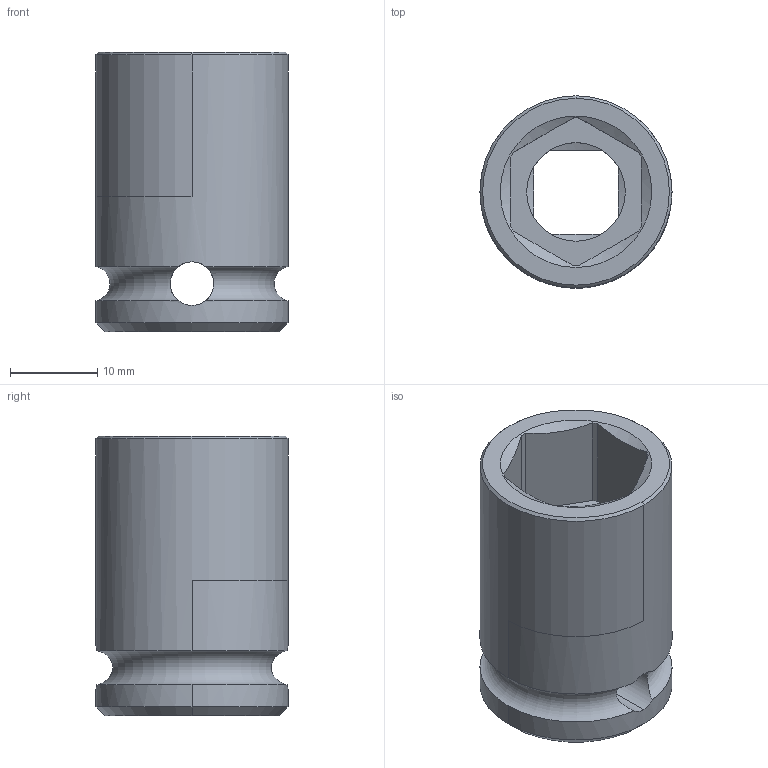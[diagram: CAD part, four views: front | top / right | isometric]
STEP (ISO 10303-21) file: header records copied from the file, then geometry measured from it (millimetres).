
FILE_DESCRIPTION((''),'2;1');
FILE_NAME('4027120015','2023-08-21T15:45:15',('A00565553'),(''),'CREO PARAMETRIC BY PTC INC, 2022414','CREO PARAMETRIC BY PTC INC, 2022414','');
FILE_SCHEMA(('CONFIG_CONTROL_DESIGN','GEOMETRIC_VALIDATION_PROPERTIES_MIM'));
Length unit declared in the file: millimetre
Products named in the file (1): 4027120015
Bounding box: 22 x 22 x 32 mm (x, y, z)
Volume: 7426.8 mm3; surface area: 4180.7 mm2
Topology: 1 solids, 1 shells, 59 faces, 161 edges, 102 vertices
Faces by surface type: plane 22, cylinder 21, cone 14, torus 2
Entity records: 2229 total; most frequent: CARTESIAN_POINT 630, ORIENTED_EDGE 322, DIRECTION 304, EDGE_CURVE 161, AXIS2_PLACEMENT_3D 121, VERTEX_POINT 102, EDGE_LOOP 63, VECTOR 62
